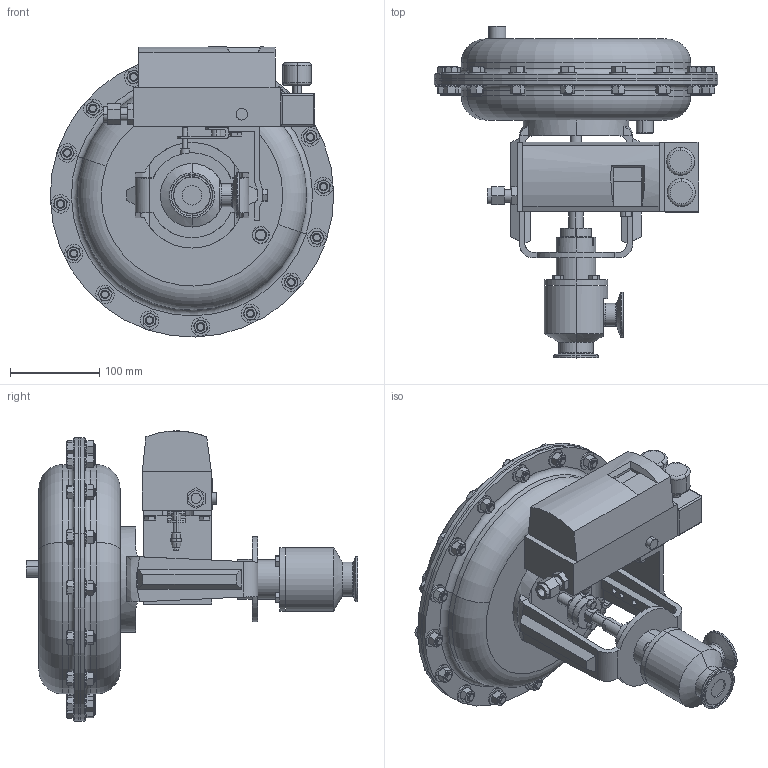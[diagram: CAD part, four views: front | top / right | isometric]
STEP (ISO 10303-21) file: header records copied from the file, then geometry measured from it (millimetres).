
FILE_DESCRIPTION (( 'STEP AP203' ), '1' );
FILE_NAME ('978ESP-100-JD-55M-16IQ.STEP', '2017-06-12T13:53:15', ( '' ), ( '' ), 'SwSTEP 2.0', 'SolidWorks 2014', '' );
FILE_SCHEMA (( 'CONFIG_CONTROL_DESIGN' ));
Length unit declared in the file: inch
Products named in the file (2): 978ESP-100-JD-55M-16IQ
Bounding box: 317.42 x 371.6 x 324.8 mm (x, y, z)
Volume: 6878269.7 mm3; surface area: 444297.5 mm2
Topology: 1 solids, 1 shells, 1223 faces, 2789 edges, 1701 vertices
Faces by surface type: plane 515, cone 414, cylinder 260, torus 28, bspline 4, sphere 2
Entity records: 36873 total; most frequent: CARTESIAN_POINT 9914, ORIENTED_EDGE 5570, DIRECTION 5504, EDGE_CURVE 2785, AXIS2_PLACEMENT_3D 2213, VERTEX_POINT 1701, EDGE_LOOP 1376, FACE_OUTER_BOUND 1223
